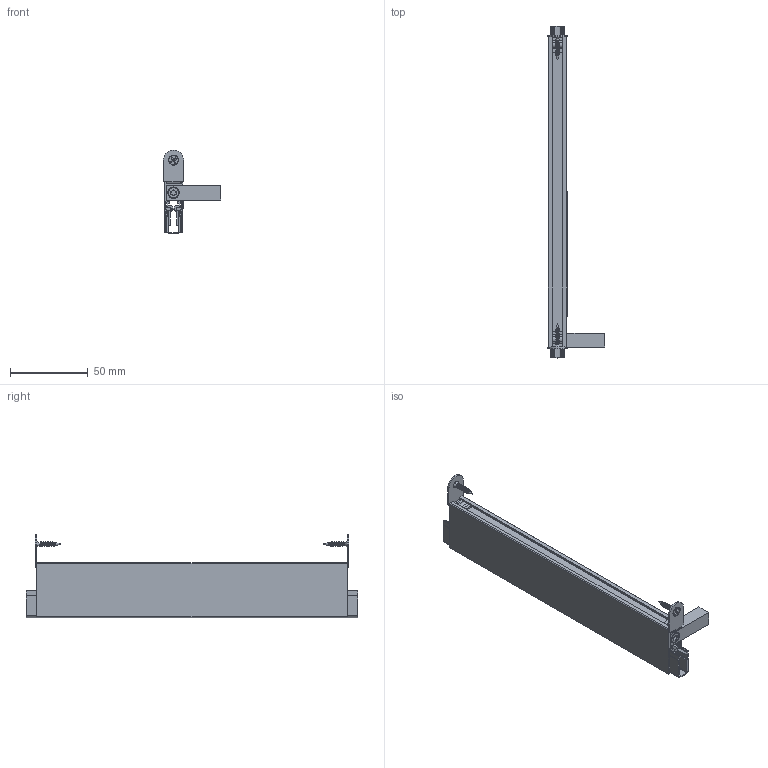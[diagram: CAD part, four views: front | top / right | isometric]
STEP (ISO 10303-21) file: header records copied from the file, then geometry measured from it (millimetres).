
FILE_DESCRIPTION(/* description */ ('Unknown'),/* implementation_level */ '2;1');
FILE_NAME(/* name */ '1-844_SchallEx-SlideM12WSZAL_3D',/* time_stamp */ '2021-06-07T17:02:55+02:00',/* author */ ('Unknown'),/* organization */ ('Unknown'),/* preprocessor_version */ 'ST-DEVELOPER v16.7',/* originating_system */ 'Solid Edge',/* authorisation */ 'Unknown');
FILE_SCHEMA (('AUTOMOTIVE_DESIGN {1 0 10303 214 3 1 1}'));
Length unit declared in the file: millimetre
Products named in the file (13): 27572_Bodendichtung; 28923_Außenprofil_Schall-Ex_Slide_M-12_ZA-R_oa_0; AP_391; 27508_Dichtprofil; ISK_M4x50; AJ_350; AJ_351; 29274_Etikett_3D__Schall-Ex_Slide_M-12_WS_ZAL; 26541_Etikett_Athmer_klein_kurz; 31110_Athmer_Logo__ab_2021_; 29275_Text__Schall-Ex_Slide_M-12_WS_ZA-L; AW_065; 21890_Befestigungsschraube
Assembly tree (14 placements, depth 3):
  27572_Bodendichtung
    28923_Außenprofil_Schall-Ex_Slide_M-12_ZA-R_oa_0
    AP_391
    27508_Dichtprofil
    ISK_M4x50
    AJ_350
    AJ_351
    29274_Etikett_3D__Schall-Ex_Slide_M-12_WS_ZAL
      26541_Etikett_Athmer_klein_kurz
      31110_Athmer_Logo__ab_2021_
      29275_Text__Schall-Ex_Slide_M-12_WS_ZA-L
    AW_065  x2
    21890_Befestigungsschraube  x2
Bounding box: 36.83 x 214 x 54.1 mm (x, y, z)
Volume: 44541.1 mm3; surface area: 80691.9 mm2
Topology: 41 solids, 41 shells, 825 faces, 2129 edges, 1396 vertices
Faces by surface type: plane 529, cylinder 158, bspline 104, cone 22, torus 12
Full cylindrical faces by diameter (mm): 1.003 x2, 3.5 x2, 4 x1, 4.2 x1, 4.5 x1, 6.132 x2, 7 x1, 7.5 x1
Entity records: 25748 total; most frequent: CARTESIAN_POINT 9056, ORIENTED_EDGE 3576, DIRECTION 2832, EDGE_CURVE 1788, VERTEX_POINT 1192, LINE 1060, VECTOR 1060, AXIS2_PLACEMENT_3D 886
